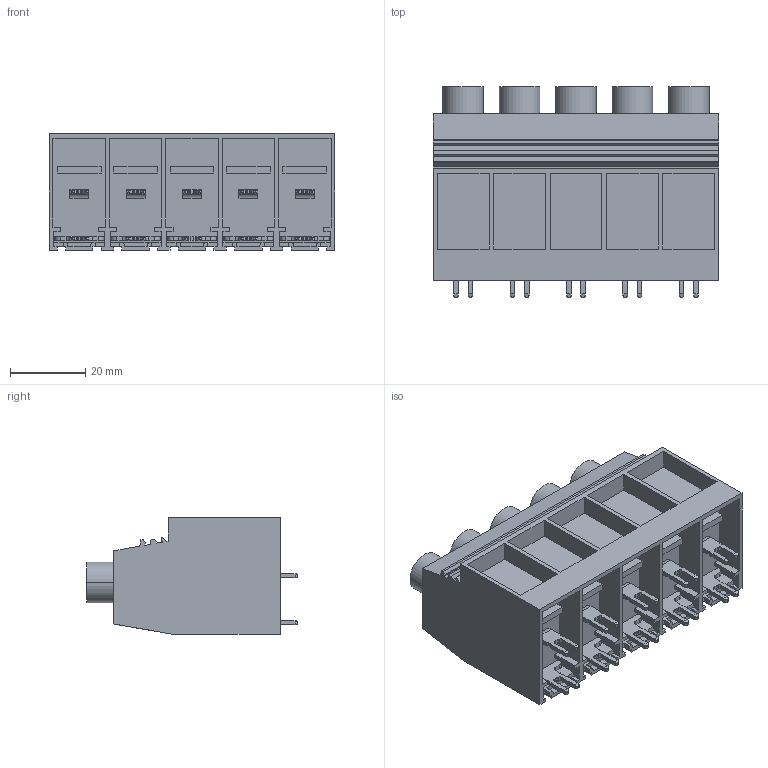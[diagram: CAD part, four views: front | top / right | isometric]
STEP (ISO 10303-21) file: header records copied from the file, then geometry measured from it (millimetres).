
FILE_DESCRIPTION(('CATIA V5 STEP Exchange','CAx-IF Rec.Pracs.--- Model Styling and Organization---1.2---2011-12-15'),'2;1');
FILE_NAME ('D1451639_0_1386250000_1386250000.stp','2016-10-28T10:52:56+00:00',('none'),('Weidmueller'),'CATIA Version 5-6 Release 2014','CATIA V5 STEP AP214','none');
FILE_SCHEMA(('AUTOMOTIVE_DESIGN { 1 0 10303 214 1 1 1 1 }'));
Length unit declared in the file: millimetre
Products named in the file (1): 1386250000_S
Bounding box: 76 x 56 x 31 mm (x, y, z)
Volume: 74156.3 mm3; surface area: 25374.6 mm2
Topology: 16 solids, 16 shells, 760 faces, 2186 edges, 1478 vertices
Faces by surface type: plane 553, cylinder 207
Entity records: 23797 total; most frequent: CARTESIAN_POINT 4783, ORIENTED_EDGE 4372, DIRECTION 3040, EDGE_CURVE 2186, VECTOR 1752, LINE 1752, VERTEX_POINT 1478, AXIS2_PLACEMENT_3D 817
